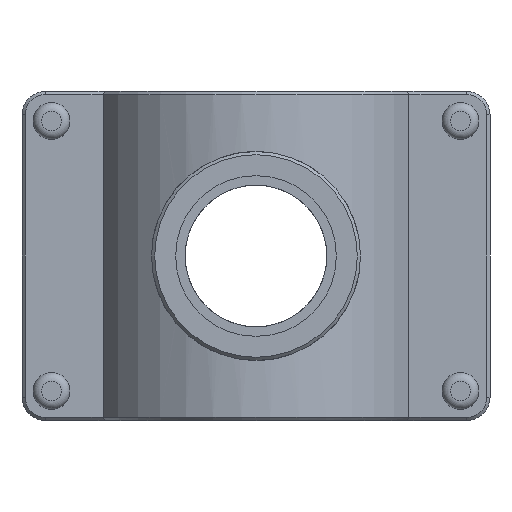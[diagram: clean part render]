
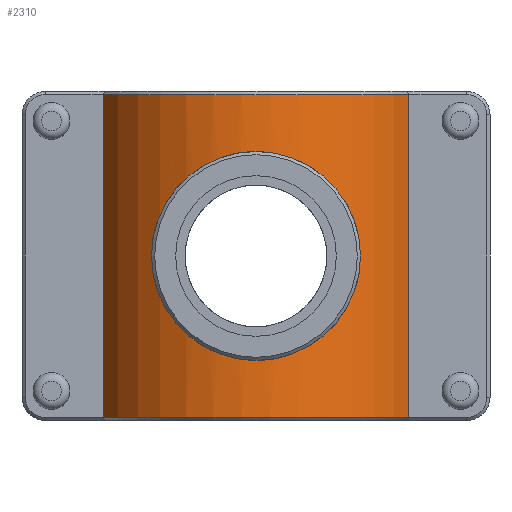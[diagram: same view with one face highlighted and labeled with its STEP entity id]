
A CAD part, front view. The second image highlights one B-rep face of the part: STEP entity #2310.
In plain terms, the highlighted cylindrical face has radius 60.5 mm (diameter 121 mm), a partial arc.
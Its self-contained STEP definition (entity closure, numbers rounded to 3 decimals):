
#165=LINE('',#4010,#353);
#166=LINE('',#4012,#354);
#353=VECTOR('',#3043,113.8);
#354=VECTOR('',#3046,113.8);
#576=CIRCLE('',#2503,60.5);
#577=CIRCLE('',#2506,60.5);
#644=FACE_BOUND('',#950,.T.);
#769=FACE_OUTER_BOUND('',#949,.T.);
#949=EDGE_LOOP('',(#1913,#1914,#1915,#1916));
#950=EDGE_LOOP('',(#1917));
#1038=B_SPLINE_CURVE_WITH_KNOTS('',3,(#3357,#3358,#3359,#3360,#3361,#3362,
#3363,#3364,#3365,#3366,#3367,#3368,#3369,#3370,#3371,#3372,#3373,#3374,
#3375,#3376,#3377,#3378,#3379,#3380,#3381,#3382,#3383,#3384,#3385,#3386,
#3387,#3388,#3389,#3390,#3391,#3392,#3393,#3394,#3395,#3396,#3397,#3398,
#3399,#3400,#3401,#3402,#3403,#3404,#3405,#3406,#3407,#3408,#3409,#3410,
#3411,#3412,#3413,#3414,#3415,#3416,#3417,#3418,#3419,#3420,#3421,#3422),
 .UNSPECIFIED.,.T.,.F.,(4,2,2,2,2,2,2,2,2,2,2,2,2,2,2,2,2,2,2,2,2,2,2,2,
2,2,2,2,2,2,2,2,4),(0.,0.477,0.955,1.432,
1.91,2.387,2.863,3.34,3.817,
4.294,4.771,5.248,5.725,6.202,
6.679,7.157,7.634,8.112,8.589,
9.066,9.544,10.021,10.498,10.974,
11.451,11.928,12.405,12.882,13.359,
13.836,14.314,14.791,15.268),
 .UNSPECIFIED.);
#1054=VERTEX_POINT('',#3356);
#1181=VERTEX_POINT('',#3950);
#1182=VERTEX_POINT('',#3955);
#1183=VERTEX_POINT('',#3962);
#1185=VERTEX_POINT('',#3971);
#1262=EDGE_CURVE('',#1054,#1054,#1038,.T.);
#1438=EDGE_CURVE('',#1181,#1182,#576,.T.);
#1444=EDGE_CURVE('',#1185,#1183,#577,.T.);
#1461=EDGE_CURVE('',#1181,#1183,#165,.T.);
#1462=EDGE_CURVE('',#1182,#1185,#166,.T.);
#1913=ORIENTED_EDGE('',*,*,#1438,.F.);
#1914=ORIENTED_EDGE('',*,*,#1461,.T.);
#1915=ORIENTED_EDGE('',*,*,#1444,.F.);
#1916=ORIENTED_EDGE('',*,*,#1462,.F.);
#1917=ORIENTED_EDGE('',*,*,#1262,.T.);
#2201=CYLINDRICAL_SURFACE('',#2521,60.5);
#2310=ADVANCED_FACE('',(#769,#644),#2201,.T.);
#2503=AXIS2_PLACEMENT_3D('',#3956,#2993,#2994);
#2506=AXIS2_PLACEMENT_3D('',#3976,#3001,#3002);
#2521=AXIS2_PLACEMENT_3D('',#4011,#3044,#3045);
#2993=DIRECTION('center_axis',(0.,0.,-1.));
#2994=DIRECTION('ref_axis',(1.,0.,0.));
#3001=DIRECTION('center_axis',(0.,0.,1.));
#3002=DIRECTION('ref_axis',(1.,0.,0.));
#3043=DIRECTION('',(0.,0.,1.));
#3044=DIRECTION('center_axis',(0.,0.,1.));
#3045=DIRECTION('ref_axis',(1.,0.,0.));
#3046=DIRECTION('',(0.,0.,1.));
#3356=CARTESIAN_POINT('',(-25.,-55.093,0.));
#3357=CARTESIAN_POINT('Ctrl Pts',(-25.,-55.093,0.));
#3358=CARTESIAN_POINT('Ctrl Pts',(-25.,-55.093,1.591));
#3359=CARTESIAN_POINT('Ctrl Pts',(-24.846,-55.164,3.23));
#3360=CARTESIAN_POINT('Ctrl Pts',(-24.203,-55.449,6.476));
#3361=CARTESIAN_POINT('Ctrl Pts',(-23.716,-55.662,8.083));
#3362=CARTESIAN_POINT('Ctrl Pts',(-22.435,-56.191,11.156));
#3363=CARTESIAN_POINT('Ctrl Pts',(-21.64,-56.506,12.624));
#3364=CARTESIAN_POINT('Ctrl Pts',(-19.812,-57.172,15.335));
#3365=CARTESIAN_POINT('Ctrl Pts',(-18.778,-57.524,16.578));
#3366=CARTESIAN_POINT('Ctrl Pts',(-16.579,-58.195,18.776));
#3367=CARTESIAN_POINT('Ctrl Pts',(-15.337,-58.54,19.81));
#3368=CARTESIAN_POINT('Ctrl Pts',(-12.626,-59.184,21.639));
#3369=CARTESIAN_POINT('Ctrl Pts',(-11.157,-59.483,22.434));
#3370=CARTESIAN_POINT('Ctrl Pts',(-8.082,-59.978,23.716));
#3371=CARTESIAN_POINT('Ctrl Pts',(-6.474,-60.175,24.204));
#3372=CARTESIAN_POINT('Ctrl Pts',(-3.227,-60.436,24.846));
#3373=CARTESIAN_POINT('Ctrl Pts',(-1.59,-60.5,25.));
#3374=CARTESIAN_POINT('Ctrl Pts',(1.59,-60.5,25.));
#3375=CARTESIAN_POINT('Ctrl Pts',(3.227,-60.436,24.846));
#3376=CARTESIAN_POINT('Ctrl Pts',(6.474,-60.175,24.204));
#3377=CARTESIAN_POINT('Ctrl Pts',(8.082,-59.978,23.716));
#3378=CARTESIAN_POINT('Ctrl Pts',(11.157,-59.483,22.434));
#3379=CARTESIAN_POINT('Ctrl Pts',(12.626,-59.184,21.639));
#3380=CARTESIAN_POINT('Ctrl Pts',(15.337,-58.54,19.81));
#3381=CARTESIAN_POINT('Ctrl Pts',(16.579,-58.195,18.776));
#3382=CARTESIAN_POINT('Ctrl Pts',(18.778,-57.524,16.578));
#3383=CARTESIAN_POINT('Ctrl Pts',(19.812,-57.172,15.335));
#3384=CARTESIAN_POINT('Ctrl Pts',(21.64,-56.506,12.624));
#3385=CARTESIAN_POINT('Ctrl Pts',(22.435,-56.191,11.156));
#3386=CARTESIAN_POINT('Ctrl Pts',(23.716,-55.662,8.083));
#3387=CARTESIAN_POINT('Ctrl Pts',(24.203,-55.449,6.476));
#3388=CARTESIAN_POINT('Ctrl Pts',(24.846,-55.164,3.23));
#3389=CARTESIAN_POINT('Ctrl Pts',(25.,-55.093,1.591));
#3390=CARTESIAN_POINT('Ctrl Pts',(25.,-55.093,-1.591));
#3391=CARTESIAN_POINT('Ctrl Pts',(24.846,-55.164,-3.23));
#3392=CARTESIAN_POINT('Ctrl Pts',(24.203,-55.449,-6.476));
#3393=CARTESIAN_POINT('Ctrl Pts',(23.716,-55.662,-8.083));
#3394=CARTESIAN_POINT('Ctrl Pts',(22.435,-56.191,-11.156));
#3395=CARTESIAN_POINT('Ctrl Pts',(21.64,-56.506,-12.624));
#3396=CARTESIAN_POINT('Ctrl Pts',(19.812,-57.172,-15.335));
#3397=CARTESIAN_POINT('Ctrl Pts',(18.778,-57.524,-16.578));
#3398=CARTESIAN_POINT('Ctrl Pts',(16.579,-58.195,-18.776));
#3399=CARTESIAN_POINT('Ctrl Pts',(15.337,-58.54,-19.81));
#3400=CARTESIAN_POINT('Ctrl Pts',(12.626,-59.184,-21.639));
#3401=CARTESIAN_POINT('Ctrl Pts',(11.157,-59.483,-22.434));
#3402=CARTESIAN_POINT('Ctrl Pts',(8.082,-59.978,-23.716));
#3403=CARTESIAN_POINT('Ctrl Pts',(6.474,-60.175,-24.204));
#3404=CARTESIAN_POINT('Ctrl Pts',(3.227,-60.436,-24.846));
#3405=CARTESIAN_POINT('Ctrl Pts',(1.59,-60.5,-25.));
#3406=CARTESIAN_POINT('Ctrl Pts',(-1.59,-60.5,-25.));
#3407=CARTESIAN_POINT('Ctrl Pts',(-3.227,-60.436,-24.846));
#3408=CARTESIAN_POINT('Ctrl Pts',(-6.474,-60.175,-24.204));
#3409=CARTESIAN_POINT('Ctrl Pts',(-8.082,-59.978,-23.716));
#3410=CARTESIAN_POINT('Ctrl Pts',(-11.157,-59.483,-22.434));
#3411=CARTESIAN_POINT('Ctrl Pts',(-12.626,-59.184,-21.639));
#3412=CARTESIAN_POINT('Ctrl Pts',(-15.337,-58.54,-19.81));
#3413=CARTESIAN_POINT('Ctrl Pts',(-16.579,-58.195,-18.776));
#3414=CARTESIAN_POINT('Ctrl Pts',(-18.778,-57.524,-16.578));
#3415=CARTESIAN_POINT('Ctrl Pts',(-19.812,-57.172,-15.335));
#3416=CARTESIAN_POINT('Ctrl Pts',(-21.64,-56.506,-12.624));
#3417=CARTESIAN_POINT('Ctrl Pts',(-22.435,-56.191,-11.156));
#3418=CARTESIAN_POINT('Ctrl Pts',(-23.716,-55.662,-8.083));
#3419=CARTESIAN_POINT('Ctrl Pts',(-24.203,-55.449,-6.476));
#3420=CARTESIAN_POINT('Ctrl Pts',(-24.846,-55.164,-3.23));
#3421=CARTESIAN_POINT('Ctrl Pts',(-25.,-55.093,-1.591));
#3422=CARTESIAN_POINT('Ctrl Pts',(-25.,-55.093,0.));
#3950=CARTESIAN_POINT('',(53.889,-27.5,-56.9));
#3955=CARTESIAN_POINT('',(-53.889,-27.5,-56.9));
#3956=CARTESIAN_POINT('Origin',(0.,0.,-56.9));
#3962=CARTESIAN_POINT('',(53.889,-27.5,56.9));
#3971=CARTESIAN_POINT('',(-53.889,-27.5,56.9));
#3976=CARTESIAN_POINT('Origin',(0.,0.,56.9));
#4010=CARTESIAN_POINT('',(53.889,-27.5,0.));
#4011=CARTESIAN_POINT('Origin',(0.,0.,0.));
#4012=CARTESIAN_POINT('',(-53.889,-27.5,0.));
